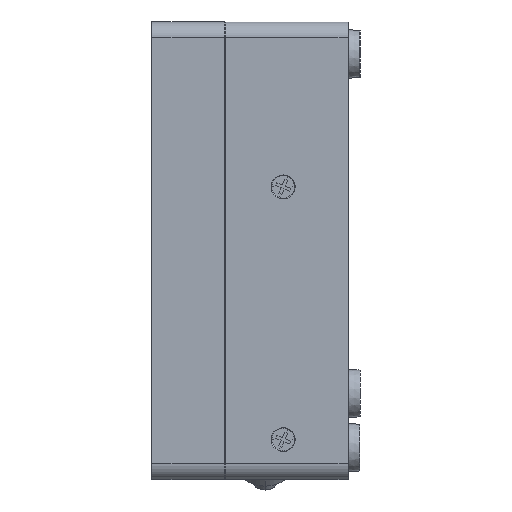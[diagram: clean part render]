
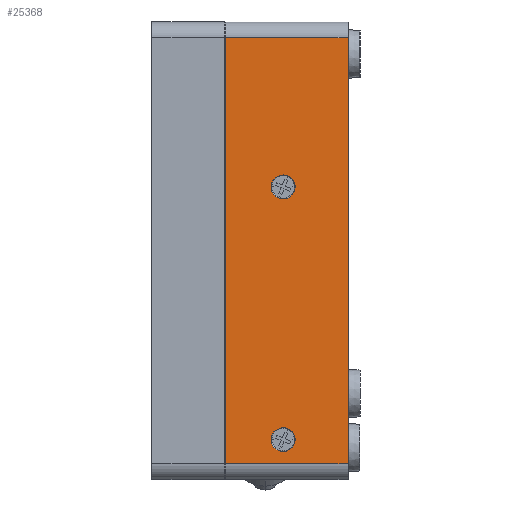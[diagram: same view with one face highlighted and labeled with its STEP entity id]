
A CAD part, left-side view. The second image highlights one B-rep face of the part: STEP entity #25368.
In plain terms, the highlighted planar face has unit normal (-1, 0, 0).
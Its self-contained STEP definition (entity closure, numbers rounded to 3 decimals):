
#2211 = VERTEX_POINT ( 'NONE', #40869 ) ;
#4018 = CARTESIAN_POINT ( 'NONE',  ( -130.597, 0.063, 105.41 ) ) ;
#4318 = CIRCLE ( 'NONE', #88722, 2.857 ) ;
#5684 = DIRECTION ( 'NONE',  ( -1., 0., 0. ) ) ;
#7789 = FACE_BOUND ( 'NONE', #95179, .T. ) ;
#11531 = CARTESIAN_POINT ( 'NONE',  ( -130.597, 18.415, 69.85 ) ) ;
#15234 = DIRECTION ( 'NONE',  ( -1., 0., 0. ) ) ;
#15875 = DIRECTION ( 'NONE',  ( 0., -1., 0. ) ) ;
#16631 = CARTESIAN_POINT ( 'NONE',  ( -130.597, 29.4, 0. ) ) ;
#17031 = VERTEX_POINT ( 'NONE', #4018 ) ;
#18736 = AXIS2_PLACEMENT_3D ( 'NONE', #81362, #15234, #15875 ) ;
#20174 = EDGE_LOOP ( 'NONE', ( #35437, #49080 ) ) ;
#23364 = VERTEX_POINT ( 'NONE', #59101 ) ;
#23786 = VERTEX_POINT ( 'NONE', #11531 ) ;
#25368 = ADVANCED_FACE ( 'NONE', ( #27940, #7789, #104107 ), #122403, .F. ) ;
#26078 = DIRECTION ( 'NONE',  ( 0., 1., 0. ) ) ;
#26349 = AXIS2_PLACEMENT_3D ( 'NONE', #83138, #5684, #35323 ) ;
#27767 = CARTESIAN_POINT ( 'NONE',  ( -130.597, 15.557, 9.525 ) ) ;
#27940 = FACE_BOUND ( 'NONE', #20174, .T. ) ;
#29602 = LINE ( 'NONE', #38452, #32137 ) ;
#32126 = CARTESIAN_POINT ( 'NONE',  ( -130.597, 12.7, 69.85 ) ) ;
#32137 = VECTOR ( 'NONE', #96336, 1000. ) ;
#32868 = ORIENTED_EDGE ( 'NONE', *, *, #112993, .F. ) ;
#35323 = DIRECTION ( 'NONE',  ( 0., -1., 0. ) ) ;
#35437 = ORIENTED_EDGE ( 'NONE', *, *, #115348, .F. ) ;
#36491 = EDGE_LOOP ( 'NONE', ( #114632, #71037, #75549, #63954 ) ) ;
#37271 = CARTESIAN_POINT ( 'NONE',  ( -130.597, 29.4, 105.41 ) ) ;
#38452 = CARTESIAN_POINT ( 'NONE',  ( -130.597, 29.4, 0. ) ) ;
#40141 = VECTOR ( 'NONE', #103751, 1000. ) ;
#40259 = EDGE_CURVE ( 'NONE', #72368, #121652, #80127, .T. ) ;
#40869 = CARTESIAN_POINT ( 'NONE',  ( -130.597, 18.415, 9.525 ) ) ;
#41269 = LINE ( 'NONE', #41897, #118104 ) ;
#41488 = CARTESIAN_POINT ( 'NONE',  ( -130.597, 29.4, 3.81 ) ) ;
#41689 = EDGE_CURVE ( 'NONE', #121652, #17031, #41269, .T. ) ;
#41897 = CARTESIAN_POINT ( 'NONE',  ( -130.597, 0.063, 0. ) ) ;
#42370 = CARTESIAN_POINT ( 'NONE',  ( -130.597, 29.4, 3.81 ) ) ;
#43741 = VERTEX_POINT ( 'NONE', #37271 ) ;
#44585 = AXIS2_PLACEMENT_3D ( 'NONE', #27767, #95106, #66189 ) ;
#44636 = CARTESIAN_POINT ( 'NONE',  ( -130.597, 0.063, 3.81 ) ) ;
#45870 = ORIENTED_EDGE ( 'NONE', *, *, #97190, .F. ) ;
#46542 = DIRECTION ( 'NONE',  ( 0., -1., 0. ) ) ;
#49080 = ORIENTED_EDGE ( 'NONE', *, *, #111568, .F. ) ;
#50066 = VECTOR ( 'NONE', #109058, 1000. ) ;
#56317 = DIRECTION ( 'NONE',  ( 1., 0., 0. ) ) ;
#59101 = CARTESIAN_POINT ( 'NONE',  ( -130.597, 12.7, 9.525 ) ) ;
#63616 = EDGE_CURVE ( 'NONE', #72368, #43741, #29602, .T. ) ;
#63954 = ORIENTED_EDGE ( 'NONE', *, *, #40259, .T. ) ;
#64173 = CARTESIAN_POINT ( 'NONE',  ( -130.597, 15.557, 69.85 ) ) ;
#66189 = DIRECTION ( 'NONE',  ( 0., -1., 0. ) ) ;
#71037 = ORIENTED_EDGE ( 'NONE', *, *, #110873, .T. ) ;
#71325 = VERTEX_POINT ( 'NONE', #32126 ) ;
#72368 = VERTEX_POINT ( 'NONE', #41488 ) ;
#75549 = ORIENTED_EDGE ( 'NONE', *, *, #63616, .F. ) ;
#80127 = LINE ( 'NONE', #42370, #50066 ) ;
#80732 = CIRCLE ( 'NONE', #44585, 2.857 ) ;
#81362 = CARTESIAN_POINT ( 'NONE',  ( -130.597, 15.557, 69.85 ) ) ;
#83138 = CARTESIAN_POINT ( 'NONE',  ( -130.597, 15.557, 9.525 ) ) ;
#84264 = CARTESIAN_POINT ( 'NONE',  ( -130.597, 29.4, 105.41 ) ) ;
#88722 = AXIS2_PLACEMENT_3D ( 'NONE', #64173, #113817, #46542 ) ;
#89689 = DIRECTION ( 'NONE',  ( 0., 0., 1. ) ) ;
#95106 = DIRECTION ( 'NONE',  ( -1., 0., 0. ) ) ;
#95179 = EDGE_LOOP ( 'NONE', ( #45870, #32868 ) ) ;
#96336 = DIRECTION ( 'NONE',  ( 0., 0., 1. ) ) ;
#97190 = EDGE_CURVE ( 'NONE', #23364, #2211, #102719, .T. ) ;
#102719 = CIRCLE ( 'NONE', #26349, 2.857 ) ;
#103751 = DIRECTION ( 'NONE',  ( 0., 1., 0. ) ) ;
#104107 = FACE_OUTER_BOUND ( 'NONE', #36491, .T. ) ;
#109058 = DIRECTION ( 'NONE',  ( 0., -1., 0. ) ) ;
#110873 = EDGE_CURVE ( 'NONE', #17031, #43741, #123263, .T. ) ;
#111568 = EDGE_CURVE ( 'NONE', #23786, #71325, #4318, .T. ) ;
#112993 = EDGE_CURVE ( 'NONE', #2211, #23364, #80732, .T. ) ;
#113264 = CIRCLE ( 'NONE', #18736, 2.857 ) ;
#113817 = DIRECTION ( 'NONE',  ( -1., 0., 0. ) ) ;
#114632 = ORIENTED_EDGE ( 'NONE', *, *, #41689, .T. ) ;
#115348 = EDGE_CURVE ( 'NONE', #71325, #23786, #113264, .T. ) ;
#118104 = VECTOR ( 'NONE', #89689, 1000. ) ;
#121652 = VERTEX_POINT ( 'NONE', #44636 ) ;
#122403 = PLANE ( 'NONE',  #123864 ) ;
#123263 = LINE ( 'NONE', #84264, #40141 ) ;
#123864 = AXIS2_PLACEMENT_3D ( 'NONE', #16631, #56317, #26078 ) ;
